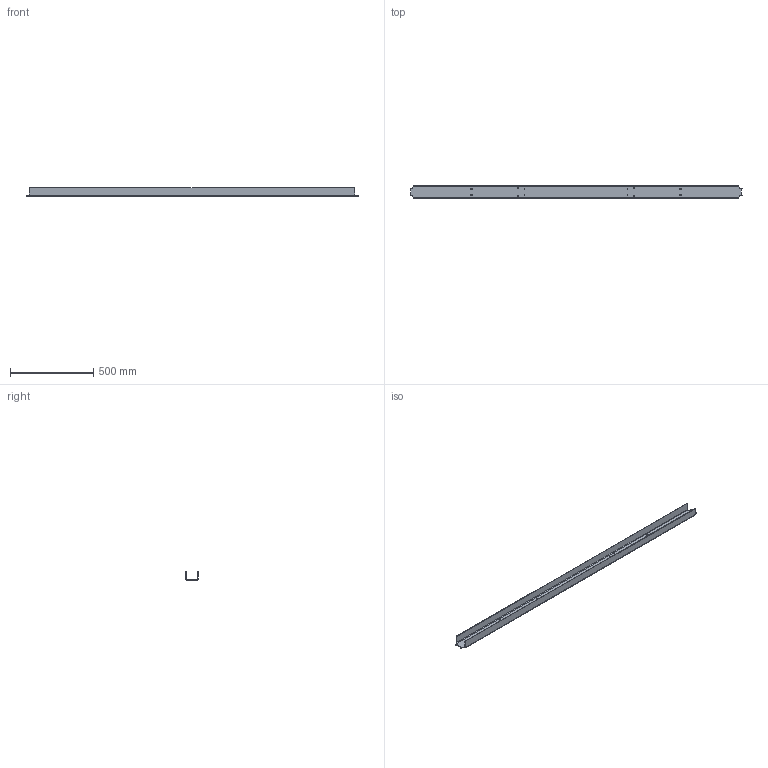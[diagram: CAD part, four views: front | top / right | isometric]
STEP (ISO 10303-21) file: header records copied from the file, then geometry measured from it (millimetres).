
FILE_DESCRIPTION (( 'STEP AP203' ), '1' );
FILE_NAME ('CV03-TR-19_REV_B.step', '2025-09-06T14:18:07', ( '' ), ( '' ), 'SwSTEP 2.0', 'SolidWorks 2024', '' );
FILE_SCHEMA (( 'CONFIG_CONTROL_DESIGN' ));
Length unit declared in the file: millimetre
Products named in the file (1): CV03-TR-19_REV_B
Bounding box: 2000 x 76 x 50 mm (x, y, z)
Volume: 981424 mm3; surface area: 668066.3 mm2
Topology: 1 solids, 1 shells, 90 faces, 248 edges, 160 vertices
Faces by surface type: plane 62, cylinder 28
Entity records: 2965 total; most frequent: CARTESIAN_POINT 499, ORIENTED_EDGE 496, DIRECTION 486, EDGE_CURVE 248, LINE 192, VECTOR 192, VERTEX_POINT 160, AXIS2_PLACEMENT_3D 147
